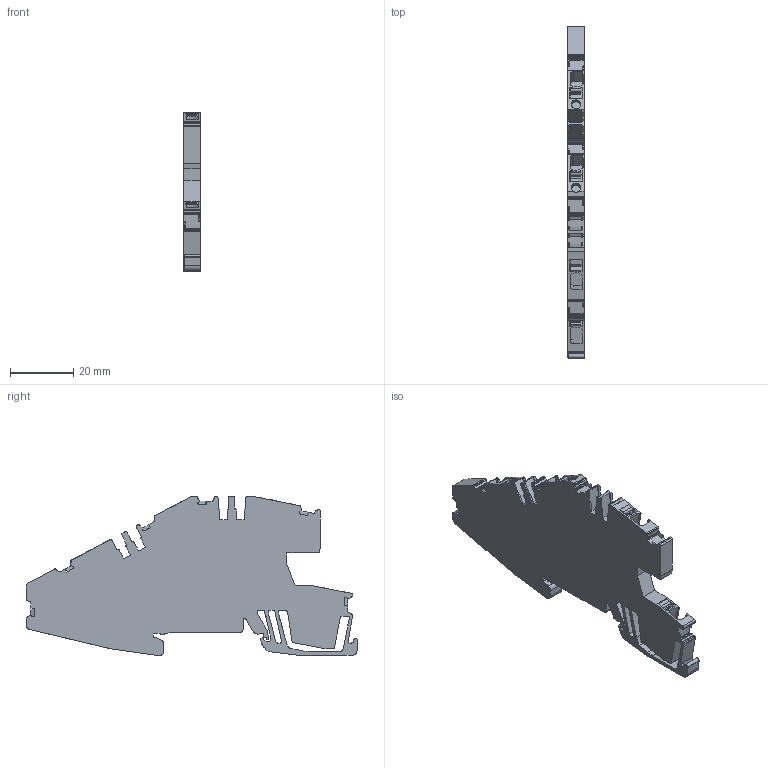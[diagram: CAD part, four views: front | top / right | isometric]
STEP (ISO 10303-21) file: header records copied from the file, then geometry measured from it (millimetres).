
FILE_DESCRIPTION(('CATIA V5R22 STEP214','CAx-IF Rec.Pracs.--- Model Styling and Organization---1.4--- 2014-01-23'),'2;1');
FILE_NAME ('D1463596_0', '2020-08-06T06:07:18+00:00', ('Weidmueller Interface'), ('Weidmueller'), 'CATIA Version 5-6 Release 2016 SP3 HF44', 'CATIA V5 STEP AP214', 'none');
FILE_SCHEMA(('AUTOMOTIVE_DESIGN { 1 0 10303 214 1 1 1 1 }'));
Length unit declared in the file: millimetre
Products named in the file (1): 2668910000_S
Bounding box: 5.1 x 104.58 x 50.21 mm (x, y, z)
Volume: 16179.3 mm3; surface area: 10087.6 mm2
Topology: 5 solids, 5 shells, 860 faces, 2526 edges, 1681 vertices
Faces by surface type: plane 357, cylinder 331, extrusion 168, cone 4
Entity records: 29898 total; most frequent: CARTESIAN_POINT 8193, ORIENTED_EDGE 5052, DIRECTION 3462, EDGE_CURVE 2526, VERTEX_POINT 1681, VECTOR 1680, LINE 1512, AXIS2_PLACEMENT_3D 1173
